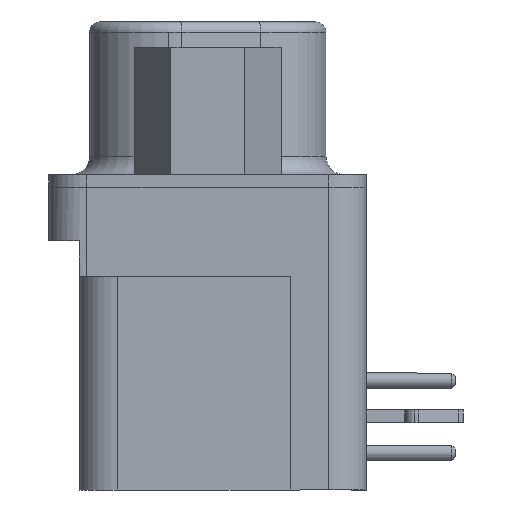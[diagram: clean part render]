
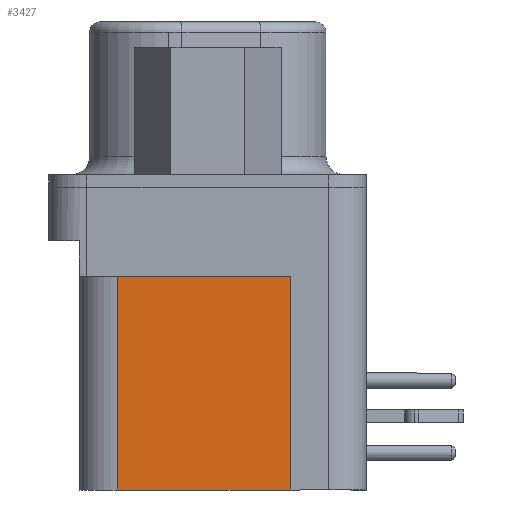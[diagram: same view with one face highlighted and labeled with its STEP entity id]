
A CAD part, left-side view. The second image highlights one B-rep face of the part: STEP entity #3427.
In plain terms, the highlighted planar face has unit normal (-1, 0, 0).
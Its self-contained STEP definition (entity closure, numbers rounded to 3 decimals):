
#802 = ORIENTED_EDGE ( 'NONE', *, *, #3247, .T. ) ;
#887 = LINE ( 'NONE', #893, #894 ) ;
#893 = CARTESIAN_POINT ( 'NONE',  ( -9.1, -6.25, -11.9 ) ) ;
#894 = VECTOR ( 'NONE', #895, 1000. ) ;
#895 = DIRECTION ( 'NONE',  ( 0., -1., 0. ) ) ;
#937 = CARTESIAN_POINT ( 'NONE',  ( -9.1, 3.55, -11.9 ) ) ;
#1510 = LINE ( 'NONE', #1511, #1512 ) ;
#1511 = CARTESIAN_POINT ( 'NONE',  ( -9.1, 3.55, -11.9 ) ) ;
#1512 = VECTOR ( 'NONE', #1513, 1000. ) ;
#1513 = DIRECTION ( 'NONE',  ( 0., 0., 1. ) ) ;
#1542 = FACE_OUTER_BOUND ( 'NONE', #3900, .T. ) ;
#1543 = PLANE ( 'NONE',  #1544 ) ;
#1544 = AXIS2_PLACEMENT_3D ( 'NONE', #1545, #1546, #1547 ) ;
#1545 = CARTESIAN_POINT ( 'NONE',  ( -9.1, -6.25, -11.9 ) ) ;
#1546 = DIRECTION ( 'NONE',  ( -1., 0., 0. ) ) ;
#1547 = DIRECTION ( 'NONE',  ( 0., -1., 0. ) ) ;
#1964 = CARTESIAN_POINT ( 'NONE',  ( -9.1, -3.25, -11.9 ) ) ;
#2315 = VERTEX_POINT ( 'NONE', #5299 ) ;
#2493 = ORIENTED_EDGE ( 'NONE', *, *, #3831, .F. ) ;
#2602 = VERTEX_POINT ( 'NONE', #6103 ) ;
#3247 = EDGE_CURVE ( 'NONE', #3259, #3575, #887, .T. ) ;
#3259 = VERTEX_POINT ( 'NONE', #937 ) ;
#3423 = EDGE_CURVE ( 'NONE', #3259, #2602, #1510, .T. ) ;
#3427 = ADVANCED_FACE ( 'NONE', ( #1542 ), #1543, .T. ) ;
#3575 = VERTEX_POINT ( 'NONE', #1964 ) ;
#3831 = EDGE_CURVE ( 'NONE', #2315, #3575, #5119, .T. ) ;
#3900 = EDGE_LOOP ( 'NONE', ( #7358, #4187, #802, #2493 ) ) ;
#4187 = ORIENTED_EDGE ( 'NONE', *, *, #3423, .F. ) ;
#4568 = EDGE_CURVE ( 'NONE', #2602, #2315, #7665, .T. ) ;
#5119 = LINE ( 'NONE', #5120, #5121 ) ;
#5120 = CARTESIAN_POINT ( 'NONE',  ( -9.1, -3.25, -11.9 ) ) ;
#5121 = VECTOR ( 'NONE', #5122, 1000. ) ;
#5122 = DIRECTION ( 'NONE',  ( 0., 0., -1. ) ) ;
#5299 = CARTESIAN_POINT ( 'NONE',  ( -9.1, -3.25, -3.5 ) ) ;
#6103 = CARTESIAN_POINT ( 'NONE',  ( -9.1, 3.55, -3.5 ) ) ;
#7358 = ORIENTED_EDGE ( 'NONE', *, *, #4568, .F. ) ;
#7665 = LINE ( 'NONE', #7666, #7667 ) ;
#7666 = CARTESIAN_POINT ( 'NONE',  ( -9.1, -3.25, -3.5 ) ) ;
#7667 = VECTOR ( 'NONE', #7668, 1000. ) ;
#7668 = DIRECTION ( 'NONE',  ( 0., -1., 0. ) ) ;
